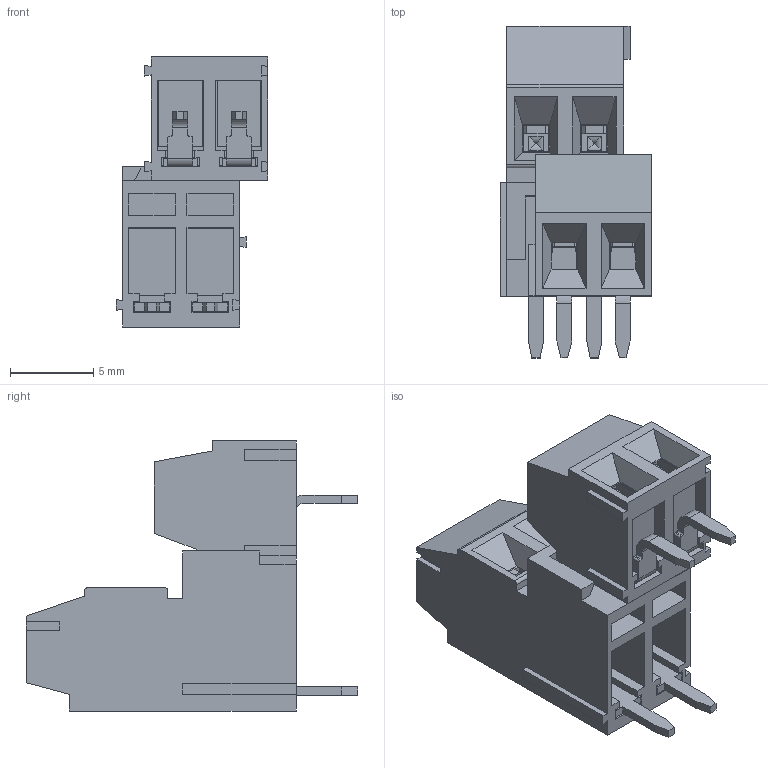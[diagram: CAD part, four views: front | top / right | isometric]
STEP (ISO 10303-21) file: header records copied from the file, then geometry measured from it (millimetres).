
FILE_DESCRIPTION(/* description */ ('Unknown'),/* implementation_level */ '2;1');
FILE_NAME(/* name */ '691230110004',/* time_stamp */ '2016-01-08T11:53:55+01:00',/* author */ ('Unknown'),/* organization */ ('Unknown'),/* preprocessor_version */ 'ST-DEVELOPER v16',/* originating_system */ 'DEX',/* authorisation */ $);
FILE_SCHEMA (('AUTOMOTIVE_DESIGN {1 0 10303 214 3 1 1}'));
Length unit declared in the file: millimetre
Products named in the file (8): 6912301100xx; 691230110004; 691214110002; 6912141100xx_CAGE; 6912141100xx_PIN; 6912141100xx_VIS; 6912301100xx_MASS; 6912301100xx_PIN2
Assembly tree (14 placements, depth 2):
  6912301100xx
    691230110004
    691214110002
    6912141100xx_CAGE  x2
    6912141100xx_PIN  x2
    6912141100xx_VIS  x4
    6912301100xx_MASS  x2
    6912301100xx_PIN2  x2
Bounding box: 9.1 x 19.9 x 16.2 mm (x, y, z)
Volume: 788.5 mm3; surface area: 2671.8 mm2
Topology: 14 solids, 14 shells, 462 faces, 1230 edges, 798 vertices
Faces by surface type: plane 357, cylinder 83, torus 12, cone 10
Full cylindrical faces by diameter (mm): 1.5 x2, 1.9 x4, 2 x2, 2.8 x8
Entity records: 10366 total; most frequent: CARTESIAN_POINT 1864, ORIENTED_EDGE 1700, DIRECTION 1596, EDGE_CURVE 850, LINE 762, VECTOR 762, VERTEX_POINT 560, AXIS2_PLACEMENT_3D 417
